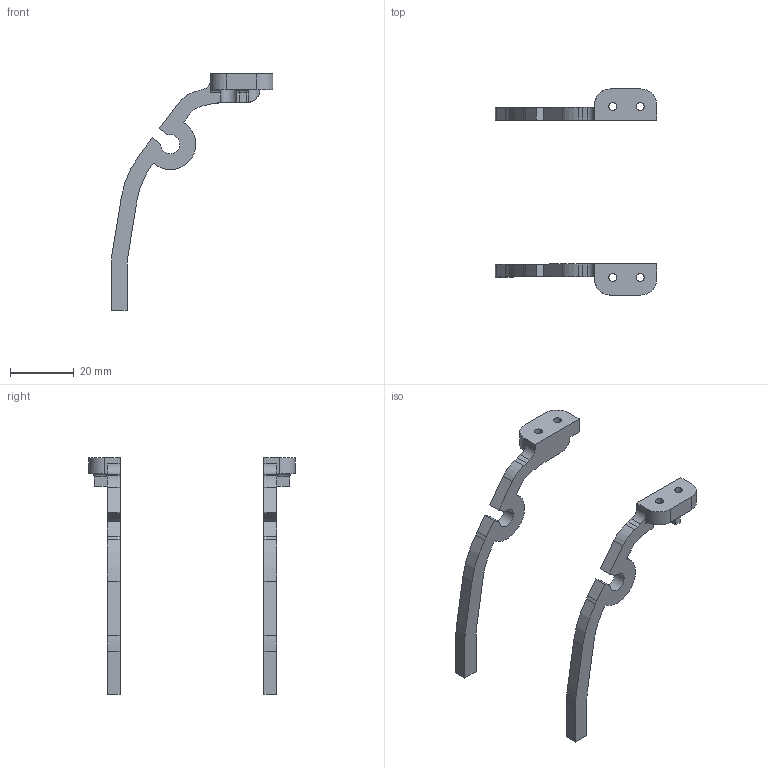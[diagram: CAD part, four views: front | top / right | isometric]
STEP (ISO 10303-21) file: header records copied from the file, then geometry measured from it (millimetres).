
FILE_DESCRIPTION(('STEP AP203'), '1');
FILE_NAME('侹蜬3', '', ('UNSPECIFIED'), ('UNSPECIFIED'), 'C3D Converter', 'C3D Toolkit', '');
FILE_SCHEMA(('CONFIG_CONTROL_DESIGN'));
Length unit declared in the file: millimetre
Bounding box: 50.58 x 64.5 x 74 mm (x, y, z)
Volume: 5837 mm3; surface area: 5063 mm2
Topology: 2 solids, 2 shells, 104 faces, 292 edges, 192 vertices
Faces by surface type: plane 56, cylinder 48
Full cylindrical faces by diameter (mm): 2.5 x4
Entity records: 4553 total; most frequent: CARTESIAN_POINT 977, ORIENTED_EDGE 576, DIRECTION 548, EDGE_CURVE 288, LINE 194, VECTOR 194, VERTEX_POINT 192, AXIS2_PLACEMENT_3D 177
